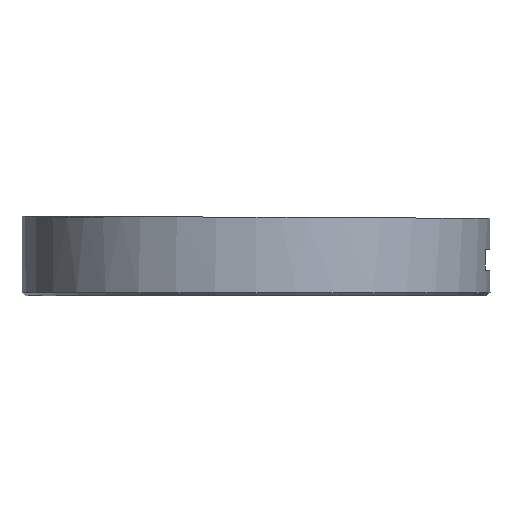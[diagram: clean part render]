
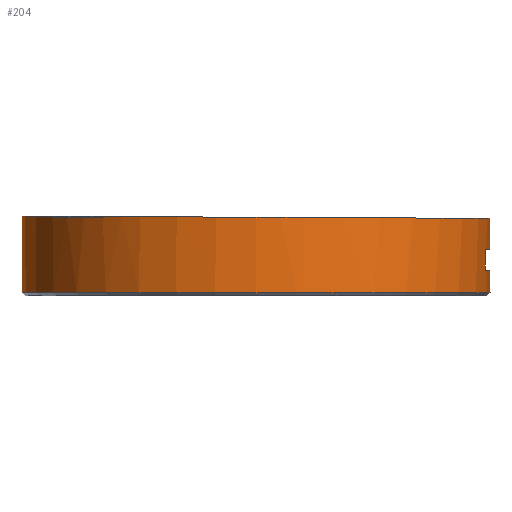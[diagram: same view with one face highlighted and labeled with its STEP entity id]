
A CAD part, left-side view. The second image highlights one B-rep face of the part: STEP entity #204.
In plain terms, the highlighted cylindrical face has radius 38.1 mm (diameter 76.2 mm), a full revolution.
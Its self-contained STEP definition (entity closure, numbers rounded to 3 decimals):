
#43=CARTESIAN_POINT('',(-18.797,33.14,1.728));
#44=VERTEX_POINT('',#43);
#51=CARTESIAN_POINT('',(-28.805,24.937,1.728));
#52=VERTEX_POINT('',#51);
#53=CARTESIAN_POINT('',(0.,0.,1.728));
#54=DIRECTION('',(-0.,0.,-1.));
#55=DIRECTION('',(0.,1.,0.));
#56=AXIS2_PLACEMENT_3D('',#53,#54,#55);
#57=CIRCLE('',#56,38.1);
#58=EDGE_CURVE('',#52,#44,#57,.T.);
#103=CARTESIAN_POINT('',(0.,0.,1.604));
#104=DIRECTION('',(0.,0.,-1.));
#105=DIRECTION('',(-1.,0.,0.));
#106=AXIS2_PLACEMENT_3D('',#103,#104,#105);
#107=CYLINDRICAL_SURFACE('',#106,38.1);
#108=CARTESIAN_POINT('',(-38.1,0.,-10.496));
#109=VERTEX_POINT('',#108);
#110=CARTESIAN_POINT('',(-38.1,-0.,1.802));
#111=VERTEX_POINT('',#110);
#112=CARTESIAN_POINT('',(-38.1,0.,-10.496));
#113=DIRECTION('',(-0.,-0.,1.));
#114=VECTOR('',#113,12.298);
#115=LINE('',#112,#114);
#116=EDGE_CURVE('',#109,#111,#115,.T.);
#117=ORIENTED_EDGE('',*,*,#116,.T.);
#118=CARTESIAN_POINT('',(-28.805,24.937,1.919));
#119=VERTEX_POINT('',#118);
#120=CARTESIAN_POINT('',(0.,0.,1.802));
#121=DIRECTION('',(0.,0.005,-1.));
#122=DIRECTION('',(0.,-1.,-0.005));
#123=AXIS2_PLACEMENT_3D('',#120,#121,#122);
#124=ELLIPSE('',#123,38.1,38.1);
#125=EDGE_CURVE('',#111,#119,#124,.T.);
#126=ORIENTED_EDGE('',*,*,#125,.T.);
#127=CARTESIAN_POINT('',(-28.805,24.937,1.919));
#128=DIRECTION('',(0.,0.,-1.));
#129=VECTOR('',#128,0.191);
#130=LINE('',#127,#129);
#131=EDGE_CURVE('',#119,#52,#130,.T.);
#132=ORIENTED_EDGE('',*,*,#131,.T.);
#133=ORIENTED_EDGE('',*,*,#58,.T.);
#134=CARTESIAN_POINT('',(-18.797,33.14,1.958));
#135=VERTEX_POINT('',#134);
#136=CARTESIAN_POINT('',(-18.797,33.14,1.728));
#137=DIRECTION('',(-0.,-0.,1.));
#138=VECTOR('',#137,0.23);
#139=LINE('',#136,#138);
#140=EDGE_CURVE('',#44,#135,#139,.T.);
#141=ORIENTED_EDGE('',*,*,#140,.T.);
#142=CARTESIAN_POINT('',(0.,0.,1.802));
#143=DIRECTION('',(0.,0.005,-1.));
#144=DIRECTION('',(0.,-1.,-0.005));
#145=AXIS2_PLACEMENT_3D('',#142,#143,#144);
#146=ELLIPSE('',#145,38.1,38.1);
#147=EDGE_CURVE('',#135,#111,#146,.T.);
#148=ORIENTED_EDGE('',*,*,#147,.T.);
#149=ORIENTED_EDGE('',*,*,#116,.F.);
#150=CARTESIAN_POINT('',(38.1,-0.,-10.496));
#151=VERTEX_POINT('',#150);
#152=CARTESIAN_POINT('',(0.,0.,-10.496));
#153=DIRECTION('',(0.,0.,1.));
#154=DIRECTION('',(1.,0.,-0.));
#155=AXIS2_PLACEMENT_3D('',#152,#153,#154);
#156=CIRCLE('',#155,38.1);
#157=EDGE_CURVE('',#109,#151,#156,.T.);
#158=ORIENTED_EDGE('',*,*,#157,.T.);
#159=CARTESIAN_POINT('',(0.,0.,-10.496));
#160=DIRECTION('',(0.,0.,1.));
#161=DIRECTION('',(1.,0.,-0.));
#162=AXIS2_PLACEMENT_3D('',#159,#160,#161);
#163=CIRCLE('',#162,38.1);
#164=EDGE_CURVE('',#151,#109,#163,.T.);
#165=ORIENTED_EDGE('',*,*,#164,.T.);
#166=EDGE_LOOP('',(#117,#126,#132,#133,#141,#148,#149,#158,#165));
#167=FACE_BOUND('',#166,.T.);
#168=CARTESIAN_POINT('',(-7.5,-37.355,-6.796));
#169=VERTEX_POINT('',#168);
#170=CARTESIAN_POINT('',(7.5,-37.355,-6.796));
#171=VERTEX_POINT('',#170);
#172=CARTESIAN_POINT('',(0.,0.,-6.796));
#173=DIRECTION('',(0.,0.,1.));
#174=DIRECTION('',(0.,-1.,0.));
#175=AXIS2_PLACEMENT_3D('',#172,#173,#174);
#176=CIRCLE('',#175,38.1);
#177=EDGE_CURVE('',#169,#171,#176,.T.);
#178=ORIENTED_EDGE('',*,*,#177,.F.);
#179=CARTESIAN_POINT('',(-7.5,-37.355,-3.496));
#180=VERTEX_POINT('',#179);
#181=CARTESIAN_POINT('',(-7.5,-37.355,-6.796));
#182=DIRECTION('',(-0.,-0.,1.));
#183=VECTOR('',#182,3.3);
#184=LINE('',#181,#183);
#185=EDGE_CURVE('',#169,#180,#184,.T.);
#186=ORIENTED_EDGE('',*,*,#185,.T.);
#187=CARTESIAN_POINT('',(7.5,-37.355,-3.496));
#188=VERTEX_POINT('',#187);
#189=CARTESIAN_POINT('',(0.,0.,-3.496));
#190=DIRECTION('',(0.,0.,1.));
#191=DIRECTION('',(0.,-1.,0.));
#192=AXIS2_PLACEMENT_3D('',#189,#190,#191);
#193=CIRCLE('',#192,38.1);
#194=EDGE_CURVE('',#180,#188,#193,.T.);
#195=ORIENTED_EDGE('',*,*,#194,.T.);
#196=CARTESIAN_POINT('',(7.5,-37.355,-3.496));
#197=DIRECTION('',(0.,0.,-1.));
#198=VECTOR('',#197,3.3);
#199=LINE('',#196,#198);
#200=EDGE_CURVE('',#188,#171,#199,.T.);
#201=ORIENTED_EDGE('',*,*,#200,.T.);
#202=EDGE_LOOP('',(#178,#186,#195,#201));
#203=FACE_BOUND('',#202,.T.);
#204=ADVANCED_FACE('',(#167,#203),#107,.T.);
